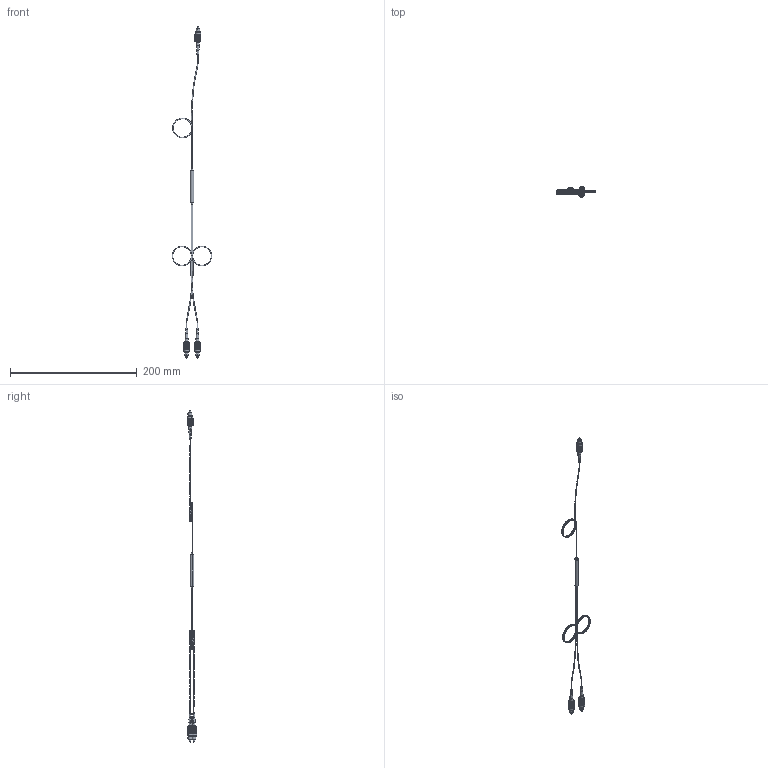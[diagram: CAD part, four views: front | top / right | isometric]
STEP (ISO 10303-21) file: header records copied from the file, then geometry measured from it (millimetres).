
FILE_DESCRIPTION (( 'STEP AP203' ), '1' );
FILE_NAME ('2394-E0W.STEP', '2013-06-07T13:19:12', ( 'Admin' ), ( '' ), 'SwSTEP 2.0', 'SolidWorks 2012', '' );
FILE_SCHEMA (( 'CONFIG_CONTROL_DESIGN' ));
Length unit declared in the file: inch
Products named in the file (1): 2394-E0W
Bounding box: 62.6 x 15.65 x 524 mm (x, y, z)
Volume: 5333.8 mm3; surface area: 12403.9 mm2
Topology: 15 solids, 15 shells, 1347 faces, 3704 edges, 2425 vertices
Faces by surface type: plane 737, cylinder 468, cone 94, bspline 30, torus 18
Entity records: 50639 total; most frequent: CARTESIAN_POINT 17785, ORIENTED_EDGE 7408, DIRECTION 6242, EDGE_CURVE 3704, AXIS2_PLACEMENT_3D 2474, VERTEX_POINT 2425, EDGE_LOOP 1423, ADVANCED_FACE 1347
